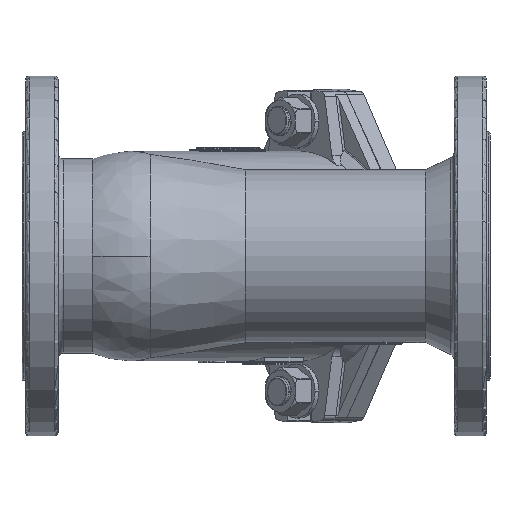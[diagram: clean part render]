
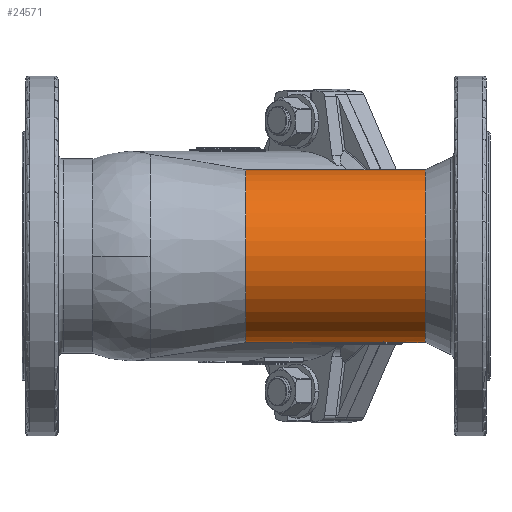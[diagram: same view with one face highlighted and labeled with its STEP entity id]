
A CAD part, front view. The second image highlights one B-rep face of the part: STEP entity #24571.
In plain terms, the highlighted cylindrical face has radius 48 mm (diameter 96 mm), a partial arc.
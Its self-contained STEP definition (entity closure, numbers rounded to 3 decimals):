
#344 = ORIENTED_EDGE ( 'NONE', *, *, #34661, .T. ) ;
#2336 = CARTESIAN_POINT ( 'NONE',  ( 204.54, -3.972, -47.877 ) ) ;
#2382 = VECTOR ( 'NONE', #4560, 1000. ) ;
#3388 = CARTESIAN_POINT ( 'NONE',  ( 224., 0., 0. ) ) ;
#4343 = CARTESIAN_POINT ( 'NONE',  ( 0., -2.992, -47.907 ) ) ;
#4397 = CARTESIAN_POINT ( 'NONE',  ( 161.207, -1.996, -47.969 ) ) ;
#4560 = DIRECTION ( 'NONE',  ( -1., 0., 0. ) ) ;
#5334 = CIRCLE ( 'NONE', #19325, 48. ) ;
#5394 = AXIS2_PLACEMENT_3D ( 'NONE', #24782, #6901, #36322 ) ;
#6225 = DIRECTION ( 'NONE',  ( -1., 0., 0. ) ) ;
#6542 = DIRECTION ( 'NONE',  ( -1., 0., 0. ) ) ;
#6901 = DIRECTION ( 'NONE',  ( -1., 0., 0. ) ) ;
#7088 = CARTESIAN_POINT ( 'NONE',  ( 124.227, 0., 48. ) ) ;
#7836 = EDGE_CURVE ( 'NONE', #20193, #29415, #33817, .T. ) ;
#8159 = AXIS2_PLACEMENT_3D ( 'NONE', #19154, #19026, #30662 ) ;
#8933 = CARTESIAN_POINT ( 'NONE',  ( 224., 0., -48. ) ) ;
#9163 = CARTESIAN_POINT ( 'NONE',  ( 161.213, -2.992, -47.907 ) ) ;
#9521 =( BOUNDED_CURVE ( )  B_SPLINE_CURVE ( 3, ( #37799, #20014, #2336, #22822 ),
 .UNSPECIFIED., .F., .F. ) 
 B_SPLINE_CURVE_WITH_KNOTS ( ( 4, 4 ),
 ( 4.612, 4.736 ),
 .UNSPECIFIED. ) 
 CURVE ( )  GEOMETRIC_REPRESENTATION_ITEM ( )  RATIONAL_B_SPLINE_CURVE ( ( 1., 0.999, 0.999, 1. ) ) 
 REPRESENTATION_ITEM ( '' )  );
#9939 = VECTOR ( 'NONE', #22358, 1000. ) ;
#10793 = ORIENTED_EDGE ( 'NONE', *, *, #21628, .F. ) ;
#11019 = ORIENTED_EDGE ( 'NONE', *, *, #11724, .F. ) ;
#11047 = VERTEX_POINT ( 'NONE', #13869 ) ;
#11724 = EDGE_CURVE ( 'NONE', #20665, #24925, #17284, .T. ) ;
#12056 = CARTESIAN_POINT ( 'NONE',  ( 0., 0., -48. ) ) ;
#12711 = LINE ( 'NONE', #22235, #9939 ) ;
#13348 = CYLINDRICAL_SURFACE ( 'NONE', #5394, 48. ) ;
#13404 = ORIENTED_EDGE ( 'NONE', *, *, #28885, .F. ) ;
#13846 = VERTEX_POINT ( 'NONE', #7088 ) ;
#13869 = CARTESIAN_POINT ( 'NONE',  ( 224., 0., 48. ) ) ;
#15082 = VECTOR ( 'NONE', #6542, 1000. ) ;
#15241 = LINE ( 'NONE', #22207, #2382 ) ;
#15696 = EDGE_CURVE ( 'NONE', #29415, #16581, #9521, .T. ) ;
#15936 = CARTESIAN_POINT ( 'NONE',  ( 161.204, -0.998, -48. ) ) ;
#16064 = VERTEX_POINT ( 'NONE', #25791 ) ;
#16174 = CARTESIAN_POINT ( 'NONE',  ( 161.213, -2.992, -47.907 ) ) ;
#16581 = VERTEX_POINT ( 'NONE', #34474 ) ;
#17284 = LINE ( 'NONE', #4343, #33760 ) ;
#17444 = CARTESIAN_POINT ( 'NONE',  ( 201.062, -3.979, -47.845 ) ) ;
#18872 =( BOUNDED_CURVE ( )  B_SPLINE_CURVE ( 3, ( #9163, #4397, #15936, #21436 ),
 .UNSPECIFIED., .F., .F. ) 
 B_SPLINE_CURVE_WITH_KNOTS ( ( 4, 4 ),
 ( 6.221, 6.283 ),
 .UNSPECIFIED. ) 
 CURVE ( )  GEOMETRIC_REPRESENTATION_ITEM ( )  RATIONAL_B_SPLINE_CURVE ( ( 1., 1., 1., 1. ) ) 
 REPRESENTATION_ITEM ( '' )  );
#19026 = DIRECTION ( 'NONE',  ( -1., 0., 0. ) ) ;
#19154 = CARTESIAN_POINT ( 'NONE',  ( 124.227, 0., 0. ) ) ;
#19325 = AXIS2_PLACEMENT_3D ( 'NONE', #3388, #6225, #23628 ) ;
#20014 = CARTESIAN_POINT ( 'NONE',  ( 207.998, -1.988, -48. ) ) ;
#20193 = VERTEX_POINT ( 'NONE', #8933 ) ;
#20665 = VERTEX_POINT ( 'NONE', #34716 ) ;
#21097 = FACE_OUTER_BOUND ( 'NONE', #32302, .T. ) ;
#21244 = CIRCLE ( 'NONE', #8159, 48. ) ;
#21436 = CARTESIAN_POINT ( 'NONE',  ( 161.204, 0., -48. ) ) ;
#21628 = EDGE_CURVE ( 'NONE', #36078, #13846, #21244, .T. ) ;
#22207 = CARTESIAN_POINT ( 'NONE',  ( 0., 0., 48. ) ) ;
#22235 = CARTESIAN_POINT ( 'NONE',  ( 0., 0., -48. ) ) ;
#22358 = DIRECTION ( 'NONE',  ( -1., 0., 0. ) ) ;
#22769 = EDGE_CURVE ( 'NONE', #11047, #13846, #15241, .T. ) ;
#22822 = CARTESIAN_POINT ( 'NONE',  ( 201.081, -5.944, -47.631 ) ) ;
#22882 =( BOUNDED_CURVE ( )  B_SPLINE_CURVE ( 3, ( #34982, #37777, #17444, #28935 ),
 .UNSPECIFIED., .F., .F. ) 
 B_SPLINE_CURVE_WITH_KNOTS ( ( 4, 4 ),
 ( 6.159, 6.221 ),
 .UNSPECIFIED. ) 
 CURVE ( )  GEOMETRIC_REPRESENTATION_ITEM ( )  RATIONAL_B_SPLINE_CURVE ( ( 1., 1., 1., 1. ) ) 
 REPRESENTATION_ITEM ( '' )  );
#23005 = EDGE_CURVE ( 'NONE', #16581, #20665, #22882, .T. ) ;
#23563 = ORIENTED_EDGE ( 'NONE', *, *, #22769, .T. ) ;
#23628 = DIRECTION ( 'NONE',  ( 0., 0., 1. ) ) ;
#24263 = ORIENTED_EDGE ( 'NONE', *, *, #30719, .F. ) ;
#24571 = ADVANCED_FACE ( 'NONE', ( #21097 ), #13348, .T. ) ;
#24782 = CARTESIAN_POINT ( 'NONE',  ( 0., 0., 0. ) ) ;
#24808 = DIRECTION ( 'NONE',  ( -1., 0., 0. ) ) ;
#24925 = VERTEX_POINT ( 'NONE', #16174 ) ;
#25791 = CARTESIAN_POINT ( 'NONE',  ( 161.204, 0., -48. ) ) ;
#26533 = ORIENTED_EDGE ( 'NONE', *, *, #15696, .F. ) ;
#27533 = ORIENTED_EDGE ( 'NONE', *, *, #7836, .F. ) ;
#28885 = EDGE_CURVE ( 'NONE', #16064, #36078, #12711, .T. ) ;
#28935 = CARTESIAN_POINT ( 'NONE',  ( 201.057, -2.992, -47.907 ) ) ;
#29415 = VERTEX_POINT ( 'NONE', #31262 ) ;
#30662 = DIRECTION ( 'NONE',  ( 0., 0., 1. ) ) ;
#30719 = EDGE_CURVE ( 'NONE', #24925, #16064, #18872, .T. ) ;
#31262 = CARTESIAN_POINT ( 'NONE',  ( 211.441, 0., -48. ) ) ;
#32302 = EDGE_LOOP ( 'NONE', ( #27533, #344, #23563, #10793, #13404, #24263, #11019, #35044, #26533 ) ) ;
#33760 = VECTOR ( 'NONE', #24808, 1000. ) ;
#33817 = LINE ( 'NONE', #12056, #15082 ) ;
#34474 = CARTESIAN_POINT ( 'NONE',  ( 201.081, -5.944, -47.631 ) ) ;
#34661 = EDGE_CURVE ( 'NONE', #20193, #11047, #5334, .T. ) ;
#34716 = CARTESIAN_POINT ( 'NONE',  ( 201.057, -2.992, -47.907 ) ) ;
#34982 = CARTESIAN_POINT ( 'NONE',  ( 201.081, -5.944, -47.631 ) ) ;
#35044 = ORIENTED_EDGE ( 'NONE', *, *, #23005, .F. ) ;
#35143 = CARTESIAN_POINT ( 'NONE',  ( 124.227, 0., -48. ) ) ;
#36078 = VERTEX_POINT ( 'NONE', #35143 ) ;
#36322 = DIRECTION ( 'NONE',  ( 0., 0., 1. ) ) ;
#37777 = CARTESIAN_POINT ( 'NONE',  ( 201.07, -4.963, -47.753 ) ) ;
#37799 = CARTESIAN_POINT ( 'NONE',  ( 211.441, 0., -48. ) ) ;
